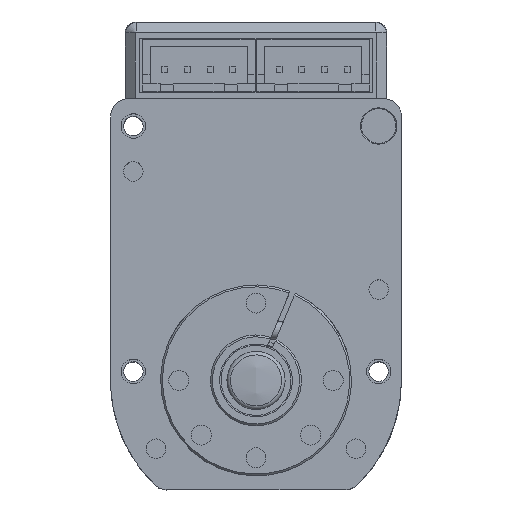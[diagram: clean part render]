
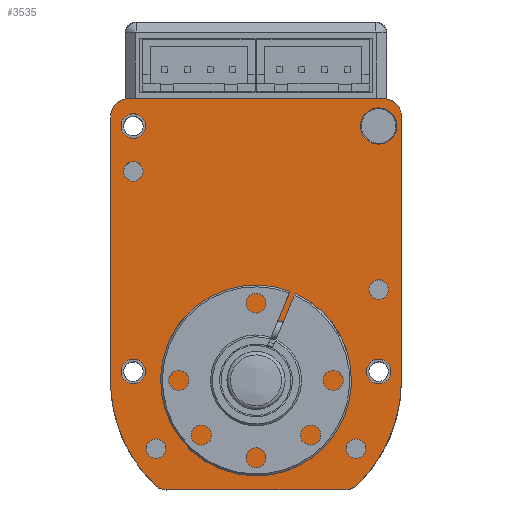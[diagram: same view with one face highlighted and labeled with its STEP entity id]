
A CAD part, top view. The second image highlights one B-rep face of the part: STEP entity #3535.
In plain terms, the highlighted planar face has unit normal (0, 0, 1).
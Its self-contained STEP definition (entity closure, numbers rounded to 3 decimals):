
#3044=CARTESIAN_POINT('',(-14.85,28.,21.519));
#3045=VERTEX_POINT('',#3044);
#3046=CARTESIAN_POINT('',(-13.5,28.,21.519));
#3047=DIRECTION('',(0.,0.,-1.0));
#3048=DIRECTION('',(-1.,0.,0.));
#3049=AXIS2_PLACEMENT_3D('',#3046,#3047,#3048);
#3050=CIRCLE('',#3049,1.35);
#3051=EDGE_CURVE('',#3045,#3045,#3050,.T.);
#3148=CARTESIAN_POINT('',(11.,-8.575,21.519));
#3149=VERTEX_POINT('',#3148);
#3150=CARTESIAN_POINT('',(11.,-7.5,21.519));
#3151=DIRECTION('',(0.,0.,-1.0));
#3152=DIRECTION('',(0.,-1.,0.0));
#3153=AXIS2_PLACEMENT_3D('',#3150,#3151,#3152);
#3154=CIRCLE('',#3153,1.075);
#3155=EDGE_CURVE('',#3149,#3149,#3154,.T.);
#3168=CARTESIAN_POINT('',(13.5,-0.35,21.519));
#3169=VERTEX_POINT('',#3168);
#3170=CARTESIAN_POINT('',(13.5,1.,21.519));
#3171=DIRECTION('',(0.,0.,-1.0));
#3172=DIRECTION('',(0.,-1.,0.0));
#3173=AXIS2_PLACEMENT_3D('',#3170,#3171,#3172);
#3174=CIRCLE('',#3173,1.35);
#3175=EDGE_CURVE('',#3169,#3169,#3174,.T.);
#3196=CARTESIAN_POINT('',(12.425,10.003,21.519));
#3197=VERTEX_POINT('',#3196);
#3198=CARTESIAN_POINT('',(13.5,10.003,21.519));
#3199=DIRECTION('',(0.,0.,-1.0));
#3200=DIRECTION('',(-1.,0.,0.0));
#3201=AXIS2_PLACEMENT_3D('',#3198,#3199,#3200);
#3202=CIRCLE('',#3201,1.075);
#3203=EDGE_CURVE('',#3197,#3197,#3202,.T.);
#3224=CARTESIAN_POINT('',(-13.5,21.925,21.519));
#3225=VERTEX_POINT('',#3224);
#3226=CARTESIAN_POINT('',(-13.5,23.,21.519));
#3227=DIRECTION('',(0.0,0.0,-1.0));
#3228=DIRECTION('',(0.,-1.,0.0));
#3229=AXIS2_PLACEMENT_3D('',#3226,#3227,#3228);
#3230=CIRCLE('',#3229,1.075);
#3231=EDGE_CURVE('',#3225,#3225,#3230,.T.);
#3244=CARTESIAN_POINT('',(-14.85,1.,21.519));
#3245=VERTEX_POINT('',#3244);
#3246=CARTESIAN_POINT('',(-13.5,1.,21.519));
#3247=DIRECTION('',(0.0,0.0,-1.0));
#3248=DIRECTION('',(-1.,0.,0.0));
#3249=AXIS2_PLACEMENT_3D('',#3246,#3247,#3248);
#3250=CIRCLE('',#3249,1.35);
#3251=EDGE_CURVE('',#3245,#3245,#3250,.T.);
#3272=CARTESIAN_POINT('',(-11.,-8.575,21.519));
#3273=VERTEX_POINT('',#3272);
#3274=CARTESIAN_POINT('',(-11.,-7.5,21.519));
#3275=DIRECTION('',(0.0,0.0,-1.0));
#3276=DIRECTION('',(0.,-1.,0.0));
#3277=AXIS2_PLACEMENT_3D('',#3274,#3275,#3276);
#3278=CIRCLE('',#3277,1.075);
#3279=EDGE_CURVE('',#3273,#3273,#3278,.T.);
#3289=CARTESIAN_POINT('',(13.5,26.,21.519));
#3290=VERTEX_POINT('',#3289);
#3291=CARTESIAN_POINT('',(13.5,28.,21.519));
#3292=DIRECTION('',(0.0,0.0,-1.0));
#3293=DIRECTION('',(0.,-1.,0.0));
#3294=AXIS2_PLACEMENT_3D('',#3291,#3292,#3293);
#3295=CIRCLE('',#3294,2.);
#3296=EDGE_CURVE('',#3290,#3290,#3295,.T.);
#3385=CARTESIAN_POINT('',(-14.,31.,21.519));
#3386=VERTEX_POINT('',#3385);
#3392=CARTESIAN_POINT('',(11.198,-11.429,21.519));
#3393=VERTEX_POINT('',#3392);
#3394=CARTESIAN_POINT('',(-14.,31.,21.519));
#3395=CARTESIAN_POINT('',(0.,31.,21.519));
#3396=CARTESIAN_POINT('',(14.,31.,21.519));
#3397=CARTESIAN_POINT('',(16.,31.,21.519));
#3398=CARTESIAN_POINT('',(16.,29.,21.519));
#3399=CARTESIAN_POINT('',(16.,14.5,21.519));
#3400=CARTESIAN_POINT('',(16.,0.,21.519));
#3401=CARTESIAN_POINT('',(16.,-6.723,21.519));
#3402=CARTESIAN_POINT('',(11.198,-11.429,21.519));
#3410=(BOUNDED_CURVE()B_SPLINE_CURVE(2,(#3394,#3395,#3396,#3397,#3398,#3399,#3400,#3401,#3402),.UNSPECIFIED.,.F.,.U.)B_SPLINE_CURVE_WITH_KNOTS((3,2,2,2,3),(-72.871,-44.871,-41.73,-12.73,0.0),.UNSPECIFIED.)CURVE()GEOMETRIC_REPRESENTATION_ITEM()RATIONAL_B_SPLINE_CURVE((1.0,1.0,1.0,0.707,1.0,1.0,1.0,0.922,1.0))REPRESENTATION_ITEM(''));
#3411=EDGE_CURVE('',#3386,#3393,#3410,.T.);
#3464=CARTESIAN_POINT('',(11.198,-11.429,21.519));
#3465=CARTESIAN_POINT('',(10.615,-12.,21.519));
#3466=CARTESIAN_POINT('',(9.798,-12.,21.519));
#3467=CARTESIAN_POINT('',(0.,-12.,21.519));
#3468=CARTESIAN_POINT('',(-9.798,-12.,21.519));
#3469=CARTESIAN_POINT('',(-10.614,-12.,21.519));
#3470=CARTESIAN_POINT('',(-11.198,-11.429,21.519));
#3471=CARTESIAN_POINT('',(-16.,-6.723,21.519));
#3472=CARTESIAN_POINT('',(-16.,0.,21.519));
#3473=CARTESIAN_POINT('',(-16.,14.5,21.519));
#3474=CARTESIAN_POINT('',(-16.,29.,21.519));
#3475=CARTESIAN_POINT('',(-16.,31.,21.519));
#3476=CARTESIAN_POINT('',(-14.,31.,21.519));
#3484=(BOUNDED_CURVE()B_SPLINE_CURVE(2,(#3464,#3465,#3466,#3467,#3468,#3469,#3470,#3471,#3472,#3473,#3474,#3475,#3476),.UNSPECIFIED.,.F.,.U.)B_SPLINE_CURVE_WITH_KNOTS((3,2,2,2,2,2,3),(-140.439,-138.889,-119.293,-117.742,-105.013,-76.013,-72.871),.UNSPECIFIED.)CURVE()GEOMETRIC_REPRESENTATION_ITEM()RATIONAL_B_SPLINE_CURVE((1.0,0.926,1.0,1.0,1.0,0.926,1.0,0.922,1.0,1.0,1.0,0.707,1.0))REPRESENTATION_ITEM(''));
#3485=EDGE_CURVE('',#3393,#3386,#3484,.T.);
#3491=CARTESIAN_POINT('',(-17.6,-14.15,21.519));
#3492=DIRECTION('',(0.0,0.0,1.0));
#3493=DIRECTION('',(1.0,0.0,0.0));
#3494=AXIS2_PLACEMENT_3D('',#3491,#3492,#3493);
#3495=PLANE('',#3494);
#3496=ORIENTED_EDGE('',*,*,#3485,.F.);
#3497=ORIENTED_EDGE('',*,*,#3411,.F.);
#3498=EDGE_LOOP('',(#3496,#3497));
#3499=FACE_OUTER_BOUND('',#3498,.T.);
#3500=ORIENTED_EDGE('',*,*,#3155,.T.);
#3501=EDGE_LOOP('',(#3500));
#3502=FACE_BOUND('',#3501,.T.);
#3503=ORIENTED_EDGE('',*,*,#3175,.T.);
#3504=EDGE_LOOP('',(#3503));
#3505=FACE_BOUND('',#3504,.T.);
#3506=ORIENTED_EDGE('',*,*,#3203,.T.);
#3507=EDGE_LOOP('',(#3506));
#3508=FACE_BOUND('',#3507,.T.);
#3509=ORIENTED_EDGE('',*,*,#3051,.T.);
#3510=EDGE_LOOP('',(#3509));
#3511=FACE_BOUND('',#3510,.T.);
#3512=ORIENTED_EDGE('',*,*,#3231,.T.);
#3513=EDGE_LOOP('',(#3512));
#3514=FACE_BOUND('',#3513,.T.);
#3515=ORIENTED_EDGE('',*,*,#3251,.T.);
#3516=EDGE_LOOP('',(#3515));
#3517=FACE_BOUND('',#3516,.T.);
#3518=ORIENTED_EDGE('',*,*,#3279,.T.);
#3519=EDGE_LOOP('',(#3518));
#3520=FACE_BOUND('',#3519,.T.);
#3521=CARTESIAN_POINT('',(5.582,2.201,21.519));
#3522=VERTEX_POINT('',#3521);
#3523=CARTESIAN_POINT('',(0.,0.,21.519));
#3524=DIRECTION('',(0.,0.,-1.0));
#3525=DIRECTION('',(0.93,0.367,0.));
#3526=AXIS2_PLACEMENT_3D('',#3523,#3524,#3525);
#3527=CIRCLE('',#3526,6.);
#3528=EDGE_CURVE('',#3522,#3522,#3527,.T.);
#3529=ORIENTED_EDGE('',*,*,#3528,.T.);
#3530=EDGE_LOOP('',(#3529));
#3531=FACE_BOUND('',#3530,.T.);
#3532=ORIENTED_EDGE('',*,*,#3296,.T.);
#3533=EDGE_LOOP('',(#3532));
#3534=FACE_BOUND('',#3533,.T.);
#3535=ADVANCED_FACE('',(#3499,#3502,#3505,#3508,#3511,#3514,#3517,#3520,#3531,#3534),#3495,.T.);
